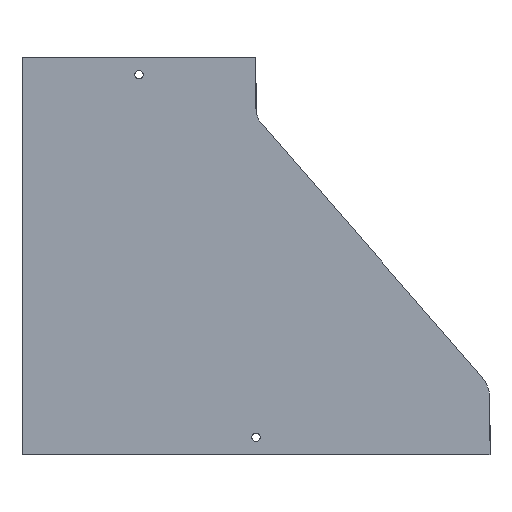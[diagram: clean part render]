
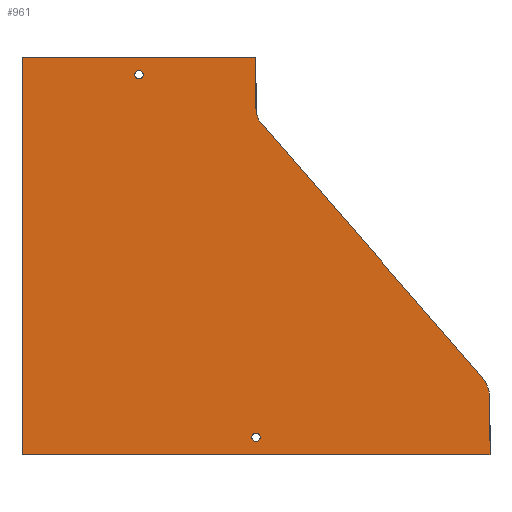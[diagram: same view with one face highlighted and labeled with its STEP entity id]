
A CAD part, front view. The second image highlights one B-rep face of the part: STEP entity #961.
In plain terms, the highlighted planar face has unit normal (0, -1, 0).
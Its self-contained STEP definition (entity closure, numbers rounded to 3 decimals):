
#19 = VERTEX_POINT ( 'NONE', #420 ) ;
#89 = ORIENTED_EDGE ( 'NONE', *, *, #835, .T. ) ;
#90 = ORIENTED_EDGE ( 'NONE', *, *, #923, .T. ) ;
#91 = ORIENTED_EDGE ( 'NONE', *, *, #918, .T. ) ;
#92 = ORIENTED_EDGE ( 'NONE', *, *, #892, .T. ) ;
#93 = ORIENTED_EDGE ( 'NONE', *, *, #953, .T. ) ;
#94 = ORIENTED_EDGE ( 'NONE', *, *, #910, .F. ) ;
#95 = ORIENTED_EDGE ( 'NONE', *, *, #916, .F. ) ;
#96 = ORIENTED_EDGE ( 'NONE', *, *, #909, .F. ) ;
#97 = ORIENTED_EDGE ( 'NONE', *, *, #917, .F. ) ;
#98 = ORIENTED_EDGE ( 'NONE', *, *, #915, .F. ) ;
#166 = EDGE_LOOP ( 'NONE', ( #98 ) ) ;
#170 = EDGE_LOOP ( 'NONE', ( #96, #95, #94, #93, #92, #91, #90, #89 ) ) ;
#176 = EDGE_LOOP ( 'NONE', ( #97 ) ) ;
#209 = VERTEX_POINT ( 'NONE', #423 ) ;
#219 = VERTEX_POINT ( 'NONE', #412 ) ;
#223 = VERTEX_POINT ( 'NONE', #407 ) ;
#225 = VERTEX_POINT ( 'NONE', #405 ) ;
#236 = VERTEX_POINT ( 'NONE', #436 ) ;
#239 = VERTEX_POINT ( 'NONE', #410 ) ;
#240 = VERTEX_POINT ( 'NONE', #421 ) ;
#268 = CIRCLE ( 'NONE', #874, 30. ) ;
#329 = VECTOR ( 'NONE', #1017, 1000. ) ;
#333 = LINE ( 'NONE', #1009, #329 ) ;
#405 = CARTESIAN_POINT ( 'NONE',  ( 400., 0., -292.48 ) ) ;
#407 = CARTESIAN_POINT ( 'NONE',  ( 400., 0., -340. ) ) ;
#410 = CARTESIAN_POINT ( 'NONE',  ( 392.638, 0., -272.794 ) ) ;
#412 = CARTESIAN_POINT ( 'NONE',  ( 200., 0., -43.781 ) ) ;
#420 = CARTESIAN_POINT ( 'NONE',  ( 0., 0., -340. ) ) ;
#421 = CARTESIAN_POINT ( 'NONE',  ( 204.908, 0., -56.904 ) ) ;
#423 = CARTESIAN_POINT ( 'NONE',  ( 200., 0., 0. ) ) ;
#436 = CARTESIAN_POINT ( 'NONE',  ( 0., 0., 0. ) ) ;
#443 = AXIS2_PLACEMENT_3D ( 'NONE', #687, #694, #683 ) ;
#522 = CARTESIAN_POINT ( 'NONE',  ( 100., 0., -18.5 ) ) ;
#524 = DIRECTION ( 'NONE',  ( -1., 0., 0. ) ) ;
#527 = CARTESIAN_POINT ( 'NONE',  ( 200., 0., -328.5 ) ) ;
#529 = CARTESIAN_POINT ( 'NONE',  ( -400., 0., -340. ) ) ;
#530 = DIRECTION ( 'NONE',  ( 1., 0., 0. ) ) ;
#535 = CARTESIAN_POINT ( 'NONE',  ( -200., 0., 0. ) ) ;
#548 = CARTESIAN_POINT ( 'NONE',  ( 0., 0., 0. ) ) ;
#664 = DIRECTION ( 'NONE',  ( 0., 0., 1. ) ) ;
#673 = CARTESIAN_POINT ( 'NONE',  ( 370., 0., -292.48 ) ) ;
#683 = DIRECTION ( 'NONE',  ( 0., 0., 1. ) ) ;
#685 = PLANE ( 'NONE',  #443 ) ;
#687 = CARTESIAN_POINT ( 'NONE',  ( -220., 0., -43.781 ) ) ;
#691 = DIRECTION ( 'NONE',  ( 0., -1., 0. ) ) ;
#694 = DIRECTION ( 'NONE',  ( 0., 1., 0. ) ) ;
#717 = DIRECTION ( 'NONE',  ( 0., 0., 1. ) ) ;
#720 = CARTESIAN_POINT ( 'NONE',  ( 400., 0., -292.48 ) ) ;
#793 = DIRECTION ( 'NONE',  ( 0., 0., 1. ) ) ;
#794 = DIRECTION ( 'NONE',  ( 0., 1., 0. ) ) ;
#795 = CARTESIAN_POINT ( 'NONE',  ( 220., 0., -43.781 ) ) ;
#810 = DIRECTION ( 'NONE',  ( -0.656, 0., 0.755 ) ) ;
#811 = DIRECTION ( 'NONE',  ( 0., 0., -1. ) ) ;
#812 = DIRECTION ( 'NONE',  ( 0., -1., 0. ) ) ;
#813 = CARTESIAN_POINT ( 'NONE',  ( 100., 0., -15. ) ) ;
#815 = CARTESIAN_POINT ( 'NONE',  ( 204.908, 0., -56.904 ) ) ;
#816 = DIRECTION ( 'NONE',  ( 0., 0., 1. ) ) ;
#817 = DIRECTION ( 'NONE',  ( 0., 0., -1. ) ) ;
#818 = DIRECTION ( 'NONE',  ( 0., -1., 0. ) ) ;
#819 = CARTESIAN_POINT ( 'NONE',  ( 200., 0., -325. ) ) ;
#823 = AXIS2_PLACEMENT_3D ( 'NONE', #795, #794, #793 ) ;
#835 = EDGE_CURVE ( 'NONE', #219, #209, #333, .T. ) ;
#874 = AXIS2_PLACEMENT_3D ( 'NONE', #673, #691, #664 ) ;
#881 = AXIS2_PLACEMENT_3D ( 'NONE', #813, #812, #811 ) ;
#885 = AXIS2_PLACEMENT_3D ( 'NONE', #819, #818, #817 ) ;
#892 = EDGE_CURVE ( 'NONE', #225, #239, #268, .T. ) ;
#909 = EDGE_CURVE ( 'NONE', #236, #209, #1256, .T. ) ;
#910 = EDGE_CURVE ( 'NONE', #223, #19, #1254, .T. ) ;
#915 = EDGE_CURVE ( 'NONE', #1125, #1125, #1244, .T. ) ;
#916 = EDGE_CURVE ( 'NONE', #19, #236, #1241, .T. ) ;
#917 = EDGE_CURVE ( 'NONE', #1128, #1128, #1242, .T. ) ;
#918 = EDGE_CURVE ( 'NONE', #239, #240, #1240, .T. ) ;
#923 = EDGE_CURVE ( 'NONE', #240, #219, #1230, .T. ) ;
#953 = EDGE_CURVE ( 'NONE', #223, #225, #1195, .T. ) ;
#961 = ADVANCED_FACE ( 'NONE', ( #1183, #1180, #1182 ), #685, .F. ) ;
#1009 = CARTESIAN_POINT ( 'NONE',  ( 200., 0., 0. ) ) ;
#1017 = DIRECTION ( 'NONE',  ( 0., 0., 1. ) ) ;
#1125 = VERTEX_POINT ( 'NONE', #527 ) ;
#1128 = VERTEX_POINT ( 'NONE', #522 ) ;
#1180 = FACE_BOUND ( 'NONE', #176, .T. ) ;
#1182 = FACE_OUTER_BOUND ( 'NONE', #170, .T. ) ;
#1183 = FACE_BOUND ( 'NONE', #166, .T. ) ;
#1192 = VECTOR ( 'NONE', #717, 1000. ) ;
#1195 = LINE ( 'NONE', #720, #1192 ) ;
#1230 = CIRCLE ( 'NONE', #823, 20. ) ;
#1236 = VECTOR ( 'NONE', #810, 1000. ) ;
#1239 = VECTOR ( 'NONE', #816, 1000. ) ;
#1240 = LINE ( 'NONE', #815, #1236 ) ;
#1241 = LINE ( 'NONE', #548, #1239 ) ;
#1242 = CIRCLE ( 'NONE', #881, 3.5 ) ;
#1244 = CIRCLE ( 'NONE', #885, 3.5 ) ;
#1251 = VECTOR ( 'NONE', #524, 1000. ) ;
#1253 = VECTOR ( 'NONE', #530, 1000. ) ;
#1254 = LINE ( 'NONE', #529, #1251 ) ;
#1256 = LINE ( 'NONE', #535, #1253 ) ;
